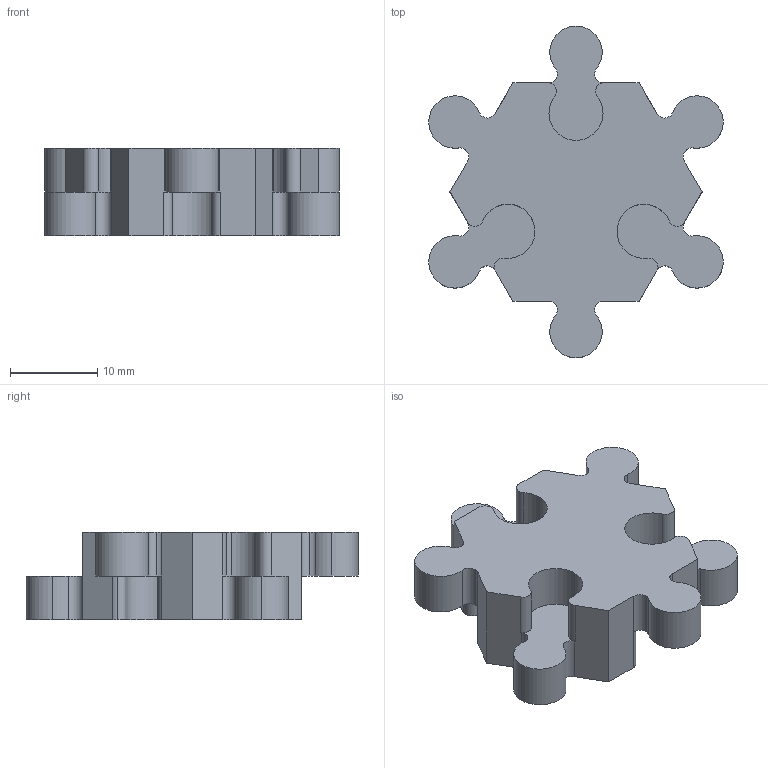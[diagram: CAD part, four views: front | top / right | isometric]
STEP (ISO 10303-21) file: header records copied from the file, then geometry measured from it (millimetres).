
FILE_DESCRIPTION (( 'STEP AP203' ), '1' );
FILE_NAME ('栳尨耀倰.', '2024-09-16T13:06:50', ( '' ), ( '' ), 'SwSTEP 2.0', 'SolidWorks 2022', '' );
FILE_SCHEMA (( 'CONFIG_CONTROL_DESIGN' ));
Length unit declared in the file: millimetre
Products named in the file (1): ﾑﾝﾊｾﾄ｣ﾐﾍ_｡鵐ｨｪ__ｨｺD｡ｧa
Bounding box: 33.71 x 38 x 10 mm (x, y, z)
Volume: 5359.4 mm3; surface area: 3037.2 mm2
Topology: 1 solids, 1 shells, 76 faces, 222 edges, 148 vertices
Faces by surface type: cylinder 56, plane 20
Entity records: 2655 total; most frequent: DIRECTION 488, CARTESIAN_POINT 447, ORIENTED_EDGE 444, EDGE_CURVE 222, AXIS2_PLACEMENT_3D 189, VERTEX_POINT 148, CIRCLE 112, VECTOR 110
